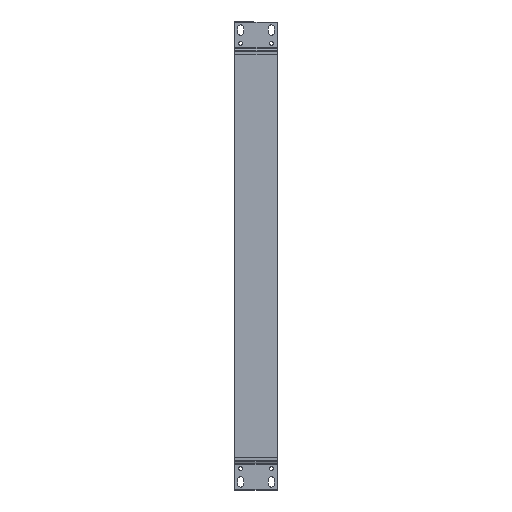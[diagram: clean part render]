
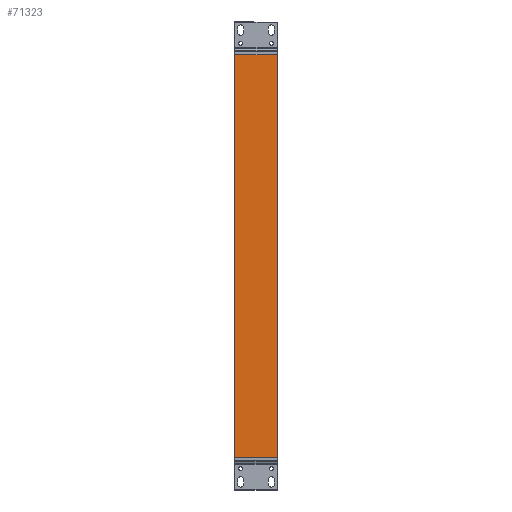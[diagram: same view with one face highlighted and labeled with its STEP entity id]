
A CAD part, left-side view. The second image highlights one B-rep face of the part: STEP entity #71323.
In plain terms, the highlighted planar face has unit normal (-1, 0, 0).
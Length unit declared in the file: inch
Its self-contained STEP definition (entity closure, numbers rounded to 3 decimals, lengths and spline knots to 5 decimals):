
#1146 = DIRECTION ( 'NONE',  ( 0., 0., -1. ) ) ;
#7475 = LINE ( 'NONE', #104148, #95266 ) ;
#10263 = VERTEX_POINT ( 'NONE', #63912 ) ;
#18523 = DIRECTION ( 'NONE',  ( 0., 0., 1. ) ) ;
#21380 = DIRECTION ( 'NONE',  ( 0., 1., 0. ) ) ;
#21503 = VERTEX_POINT ( 'NONE', #31071 ) ;
#26150 = CARTESIAN_POINT ( 'NONE',  ( 0., -0.86, 8.1752 ) ) ;
#31071 = CARTESIAN_POINT ( 'NONE',  ( 0., 0.86, -8.1752 ) ) ;
#35695 = DIRECTION ( 'NONE',  ( 0., -1., 0. ) ) ;
#42188 = EDGE_LOOP ( 'NONE', ( #55229, #95985, #133044, #81788 ) ) ;
#42646 = VECTOR ( 'NONE', #35695, 39.37008 ) ;
#47646 = FACE_OUTER_BOUND ( 'NONE', #42188, .T. ) ;
#48385 = PLANE ( 'NONE',  #109078 ) ;
#55229 = ORIENTED_EDGE ( 'NONE', *, *, #99809, .T. ) ;
#56689 = CARTESIAN_POINT ( 'NONE',  ( 0., 0.86, 8.1752 ) ) ;
#63912 = CARTESIAN_POINT ( 'NONE',  ( 0., -0.86, -8.1752 ) ) ;
#67116 = VERTEX_POINT ( 'NONE', #26150 ) ;
#71096 = EDGE_CURVE ( 'NONE', #147453, #21503, #83319, .T. ) ;
#71323 = ADVANCED_FACE ( 'NONE', ( #47646 ), #48385, .T. ) ;
#71452 = DIRECTION ( 'NONE',  ( 0., 0., -1. ) ) ;
#72226 = CARTESIAN_POINT ( 'NONE',  ( 0., 0.86, 0. ) ) ;
#79072 = EDGE_CURVE ( 'NONE', #67116, #147453, #80401, .T. ) ;
#80390 = EDGE_CURVE ( 'NONE', #10263, #67116, #7475, .T. ) ;
#80401 = LINE ( 'NONE', #56689, #92594 ) ;
#81788 = ORIENTED_EDGE ( 'NONE', *, *, #71096, .T. ) ;
#83319 = LINE ( 'NONE', #72226, #114027 ) ;
#85437 = DIRECTION ( 'NONE',  ( -1., 0., 0. ) ) ;
#92594 = VECTOR ( 'NONE', #21380, 39.37008 ) ;
#95266 = VECTOR ( 'NONE', #18523, 39.37008 ) ;
#95985 = ORIENTED_EDGE ( 'NONE', *, *, #80390, .T. ) ;
#96343 = CARTESIAN_POINT ( 'NONE',  ( 0., 0.86, 0. ) ) ;
#99809 = EDGE_CURVE ( 'NONE', #21503, #10263, #118255, .T. ) ;
#104148 = CARTESIAN_POINT ( 'NONE',  ( 0., -0.86, 0. ) ) ;
#109078 = AXIS2_PLACEMENT_3D ( 'NONE', #96343, #85437, #1146 ) ;
#114027 = VECTOR ( 'NONE', #71452, 39.37008 ) ;
#114994 = CARTESIAN_POINT ( 'NONE',  ( 0., 0.86, 8.1752 ) ) ;
#118255 = LINE ( 'NONE', #132347, #42646 ) ;
#132347 = CARTESIAN_POINT ( 'NONE',  ( 0., 0.86, -8.1752 ) ) ;
#133044 = ORIENTED_EDGE ( 'NONE', *, *, #79072, .T. ) ;
#147453 = VERTEX_POINT ( 'NONE', #114994 ) ;
